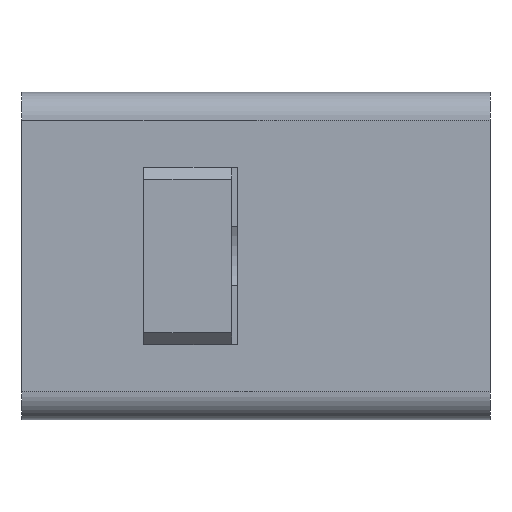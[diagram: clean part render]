
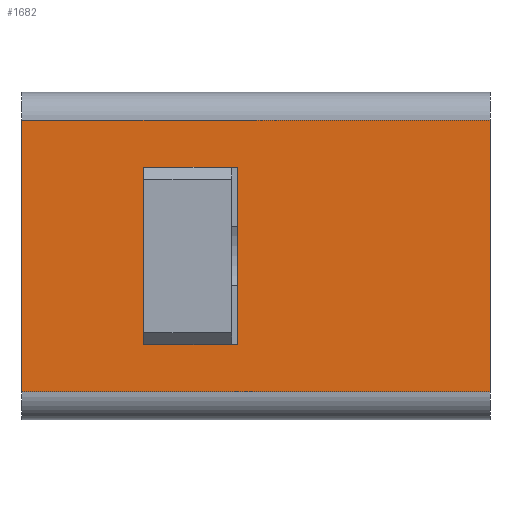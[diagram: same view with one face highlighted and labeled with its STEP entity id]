
A CAD part, front view. The second image highlights one B-rep face of the part: STEP entity #1682.
In plain terms, the highlighted planar face has unit normal (0, -1, 0).
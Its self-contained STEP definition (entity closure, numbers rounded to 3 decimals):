
#80 = EDGE_CURVE ( 'NONE', #511, #1866, #1122, .T. ) ;
#140 = CARTESIAN_POINT ( 'NONE',  ( -4.75, -11.25, 11.5 ) ) ;
#204 = LINE ( 'NONE', #1259, #783 ) ;
#222 = ORIENTED_EDGE ( 'NONE', *, *, #1634, .T. ) ;
#236 = ORIENTED_EDGE ( 'NONE', *, *, #1669, .F. ) ;
#258 = DIRECTION ( 'NONE',  ( 0., 0., -1. ) ) ;
#262 = VECTOR ( 'NONE', #306, 1000. ) ;
#274 = DIRECTION ( 'NONE',  ( 0., 0., -1. ) ) ;
#281 = CARTESIAN_POINT ( 'NONE',  ( -7.25, -11.25, 25. ) ) ;
#285 = LINE ( 'NONE', #140, #395 ) ;
#306 = DIRECTION ( 'NONE',  ( 0., 0., 1. ) ) ;
#307 = ORIENTED_EDGE ( 'NONE', *, *, #998, .F. ) ;
#324 = CARTESIAN_POINT ( 'NONE',  ( 7.25, -11.25, 0. ) ) ;
#328 = VERTEX_POINT ( 'NONE', #324 ) ;
#362 = DIRECTION ( 'NONE',  ( 1., 0., 0. ) ) ;
#369 = CARTESIAN_POINT ( 'NONE',  ( 4.75, -11.25, 11.5 ) ) ;
#374 = EDGE_CURVE ( 'NONE', #1126, #328, #204, .T. ) ;
#390 = VERTEX_POINT ( 'NONE', #536 ) ;
#395 = VECTOR ( 'NONE', #1342, 1000. ) ;
#453 = FACE_OUTER_BOUND ( 'NONE', #771, .T. ) ;
#511 = VERTEX_POINT ( 'NONE', #281 ) ;
#514 = VECTOR ( 'NONE', #274, 1000. ) ;
#536 = CARTESIAN_POINT ( 'NONE',  ( -4.75, -11.25, 6.5 ) ) ;
#610 = EDGE_LOOP ( 'NONE', ( #1643, #236, #767, #307 ) ) ;
#624 = CARTESIAN_POINT ( 'NONE',  ( -7.25, -11.25, 0. ) ) ;
#678 = VERTEX_POINT ( 'NONE', #1043 ) ;
#723 = VECTOR ( 'NONE', #258, 1000. ) ;
#737 = ORIENTED_EDGE ( 'NONE', *, *, #80, .F. ) ;
#740 = FACE_BOUND ( 'NONE', #610, .T. ) ;
#767 = ORIENTED_EDGE ( 'NONE', *, *, #1414, .F. ) ;
#771 = EDGE_LOOP ( 'NONE', ( #1762, #1176, #737, #222 ) ) ;
#783 = VECTOR ( 'NONE', #1409, 1000. ) ;
#803 = AXIS2_PLACEMENT_3D ( 'NONE', #1179, #1350, #1661 ) ;
#846 = VECTOR ( 'NONE', #1760, 1000. ) ;
#866 = CARTESIAN_POINT ( 'NONE',  ( -7.25, -11.25, 25. ) ) ;
#901 = VERTEX_POINT ( 'NONE', #1722 ) ;
#998 = EDGE_CURVE ( 'NONE', #901, #390, #1928, .T. ) ;
#1021 = CARTESIAN_POINT ( 'NONE',  ( -7.25, -11.25, 25. ) ) ;
#1043 = CARTESIAN_POINT ( 'NONE',  ( 4.75, -11.25, 6.5 ) ) ;
#1049 = PLANE ( 'NONE',  #803 ) ;
#1107 = LINE ( 'NONE', #1715, #1519 ) ;
#1122 = LINE ( 'NONE', #866, #846 ) ;
#1126 = VERTEX_POINT ( 'NONE', #624 ) ;
#1154 = CARTESIAN_POINT ( 'NONE',  ( -4.75, -11.25, 11.5 ) ) ;
#1176 = ORIENTED_EDGE ( 'NONE', *, *, #1316, .F. ) ;
#1179 = CARTESIAN_POINT ( 'NONE',  ( -7.25, -11.25, 25. ) ) ;
#1219 = CARTESIAN_POINT ( 'NONE',  ( 4.75, -11.25, 11.5 ) ) ;
#1236 = LINE ( 'NONE', #1851, #1485 ) ;
#1259 = CARTESIAN_POINT ( 'NONE',  ( -7.25, -11.25, 0. ) ) ;
#1316 = EDGE_CURVE ( 'NONE', #1866, #328, #1236, .T. ) ;
#1342 = DIRECTION ( 'NONE',  ( -1., 0., 0. ) ) ;
#1350 = DIRECTION ( 'NONE',  ( 0., 1., 0. ) ) ;
#1405 = DIRECTION ( 'NONE',  ( 0., 0., -1. ) ) ;
#1409 = DIRECTION ( 'NONE',  ( 1., 0., 0. ) ) ;
#1414 = EDGE_CURVE ( 'NONE', #390, #678, #1107, .T. ) ;
#1428 = VERTEX_POINT ( 'NONE', #369 ) ;
#1485 = VECTOR ( 'NONE', #1405, 1000. ) ;
#1507 = LINE ( 'NONE', #1219, #262 ) ;
#1519 = VECTOR ( 'NONE', #362, 1000. ) ;
#1555 = CARTESIAN_POINT ( 'NONE',  ( 7.25, -11.25, 25. ) ) ;
#1634 = EDGE_CURVE ( 'NONE', #511, #1126, #1826, .T. ) ;
#1643 = ORIENTED_EDGE ( 'NONE', *, *, #1706, .F. ) ;
#1661 = DIRECTION ( 'NONE',  ( 0., 0., 1. ) ) ;
#1669 = EDGE_CURVE ( 'NONE', #678, #1428, #1507, .T. ) ;
#1682 = ADVANCED_FACE ( 'NONE', ( #740, #453 ), #1049, .F. ) ;
#1706 = EDGE_CURVE ( 'NONE', #1428, #901, #285, .T. ) ;
#1715 = CARTESIAN_POINT ( 'NONE',  ( -4.75, -11.25, 6.5 ) ) ;
#1722 = CARTESIAN_POINT ( 'NONE',  ( -4.75, -11.25, 11.5 ) ) ;
#1760 = DIRECTION ( 'NONE',  ( 1., 0., 0. ) ) ;
#1762 = ORIENTED_EDGE ( 'NONE', *, *, #374, .T. ) ;
#1826 = LINE ( 'NONE', #1021, #514 ) ;
#1851 = CARTESIAN_POINT ( 'NONE',  ( 7.25, -11.25, 25. ) ) ;
#1866 = VERTEX_POINT ( 'NONE', #1555 ) ;
#1928 = LINE ( 'NONE', #1154, #723 ) ;
